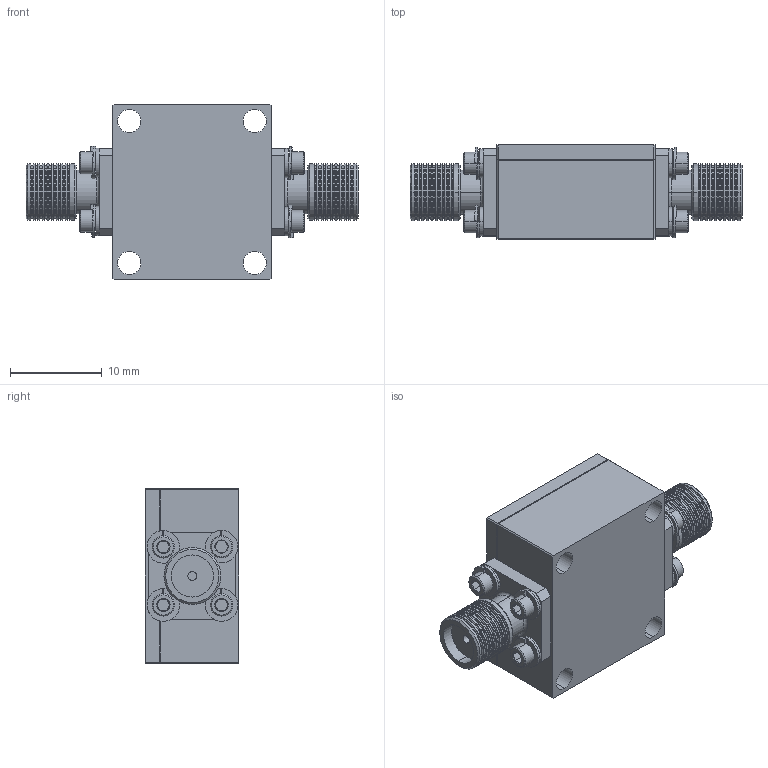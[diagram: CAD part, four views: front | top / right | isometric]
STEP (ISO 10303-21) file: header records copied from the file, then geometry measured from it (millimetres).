
FILE_DESCRIPTION (( 'STEP AP214' ), '1' );
FILE_NAME ('PEHFL0000.STEP', '2020-05-26T17:17:28', ( '' ), ( '' ), 'SwSTEP 2.0', 'SolidWorks 2019', '' );
FILE_SCHEMA (( 'AUTOMOTIVE_DESIGN' ));
Length unit declared in the file: inch
Products named in the file (16): Assem2^BLACKBURN ASSEMBLY 222; A6050-0002_ME-1457; 92196A053_92196A053; 5710-120-16_92141A001; A6050-0001_ME-1457; 91771A052_91771A052; 19131438-EX_Standard; PEHFL0000; 92146A510_92146A510
Assembly tree (42 placements, depth 3):
  PEHFL0000
    A6050-0001_ME-1457
    A6050-0002_ME-1457
    19131438-EX_Standard  x2
    Assem2^BLACKBURN ASSEMBLY 222
      5710-120-16_92141A001
      92146A510_92146A510
      92196A053_92196A053
    Assem2^BLACKBURN ASSEMBLY 222
      5710-120-16_92141A001
      92146A510_92146A510
      92196A053_92196A053
    Assem2^BLACKBURN ASSEMBLY 222
      5710-120-16_92141A001
      92146A510_92146A510
      92196A053_92196A053
    Assem2^BLACKBURN ASSEMBLY 222
      5710-120-16_92141A001
      92146A510_92146A510
      92196A053_92196A053
    Assem2^BLACKBURN ASSEMBLY 222
      5710-120-16_92141A001
      92146A510_92146A510
      92196A053_92196A053
    Assem2^BLACKBURN ASSEMBLY 222
      5710-120-16_92141A001
      92146A510_92146A510
      92196A053_92196A053
    Assem2^BLACKBURN ASSEMBLY 222
      5710-120-16_92141A001
      92146A510_92146A510
      92196A053_92196A053
    Assem2^BLACKBURN ASSEMBLY 222
      5710-120-16_92141A001
      92146A510_92146A510
      92196A053_92196A053
    91771A052_91771A052  x6
Bounding box: 36.23 x 10.24 x 19.05 mm (x, y, z)
Volume: 3108.1 mm3; surface area: 5265.8 mm2
Topology: 36 solids, 36 shells, 1738 faces, 4358 edges, 2740 vertices
Faces by surface type: cylinder 872, cone 414, plane 344, torus 76, bspline 32
Entity records: 17394 total; most frequent: CARTESIAN_POINT 4867, DIRECTION 2558, ORIENTED_EDGE 2442, EDGE_CURVE 1221, AXIS2_PLACEMENT_3D 1023, VERTEX_POINT 776, EDGE_LOOP 599, LINE 512
